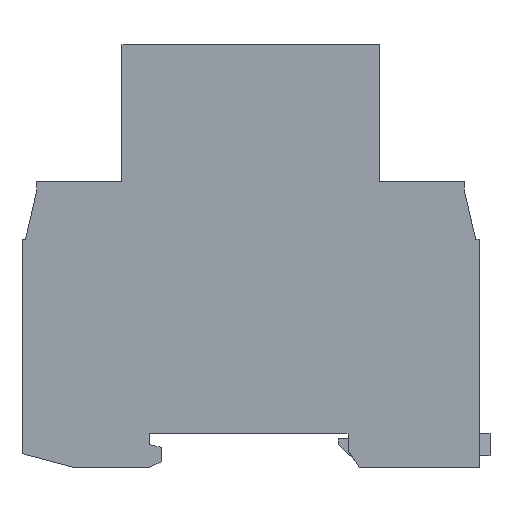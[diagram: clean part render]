
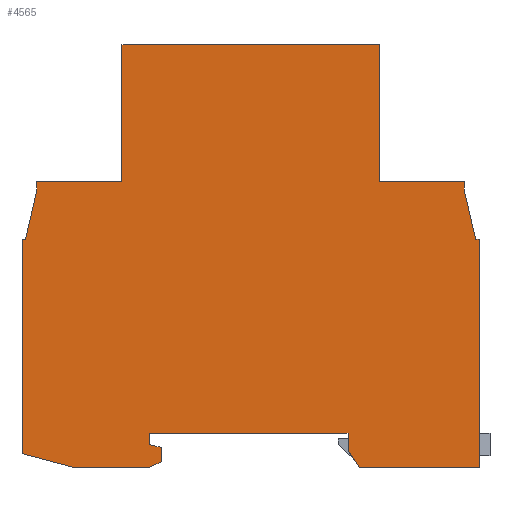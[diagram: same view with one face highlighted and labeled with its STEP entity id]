
A CAD part, left-side view. The second image highlights one B-rep face of the part: STEP entity #4565.
In plain terms, the highlighted planar face has unit normal (-1, 0, 0).
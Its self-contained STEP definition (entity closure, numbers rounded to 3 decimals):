
#4533=AXIS2_PLACEMENT_3D('Plane Axis2P3D',#4530,#4531,#4532) ;
#49=CARTESIAN_POINT('Vertex',(0.,64.4,74.)) ;
#52=CARTESIAN_POINT('Line Origine',(0.,41.9,74.)) ;
#56=CARTESIAN_POINT('Vertex',(0.,19.4,74.)) ;
#3502=CARTESIAN_POINT('Vertex',(0.,24.85,6.)) ;
#3506=CARTESIAN_POINT('Control Point',(0.,59.55,6.)) ;
#3507=CARTESIAN_POINT('Control Point',(0.,24.85,6.)) ;
#3508=CARTESIAN_POINT('Vertex',(0.,59.55,6.)) ;
#3538=CARTESIAN_POINT('Line Origine',(0.,59.55,5.)) ;
#3542=CARTESIAN_POINT('Vertex',(0.,59.55,4.)) ;
#3570=CARTESIAN_POINT('Line Origine',(0.,58.55,3.75)) ;
#3574=CARTESIAN_POINT('Vertex',(0.,57.55,3.5)) ;
#3608=CARTESIAN_POINT('Vertex',(0.,57.55,1.)) ;
#3616=CARTESIAN_POINT('Line Origine',(0.,57.55,2.25)) ;
#3634=CARTESIAN_POINT('Line Origine',(0.,58.55,0.5)) ;
#3638=CARTESIAN_POINT('Vertex',(0.,59.55,0.)) ;
#3666=CARTESIAN_POINT('Line Origine',(0.,66.225,0.)) ;
#3670=CARTESIAN_POINT('Vertex',(0.,72.9,0.)) ;
#3698=CARTESIAN_POINT('Line Origine',(0.,77.4,1.205)) ;
#3702=CARTESIAN_POINT('Vertex',(0.,81.9,2.41)) ;
#3730=CARTESIAN_POINT('Line Origine',(0.,81.9,21.155)) ;
#3734=CARTESIAN_POINT('Vertex',(0.,81.9,39.9)) ;
#3780=CARTESIAN_POINT('Line Origine',(0.,81.6,39.9)) ;
#3784=CARTESIAN_POINT('Vertex',(0.,81.3,39.9)) ;
#3818=CARTESIAN_POINT('Vertex',(0.,79.3,48.54)) ;
#3826=CARTESIAN_POINT('Line Origine',(0.,80.3,44.22)) ;
#3844=CARTESIAN_POINT('Line Origine',(0.,79.3,49.27)) ;
#3848=CARTESIAN_POINT('Vertex',(0.,79.3,50.)) ;
#3883=CARTESIAN_POINT('Line Origine',(0.,71.85,50.)) ;
#3887=CARTESIAN_POINT('Vertex',(0.,64.4,50.)) ;
#3926=CARTESIAN_POINT('Vertex',(0.,4.5,50.)) ;
#3929=CARTESIAN_POINT('Line Origine',(0.,4.5,49.27)) ;
#3933=CARTESIAN_POINT('Vertex',(0.,4.5,48.54)) ;
#3961=CARTESIAN_POINT('Line Origine',(0.,3.5,44.22)) ;
#3965=CARTESIAN_POINT('Vertex',(0.,2.5,39.9)) ;
#3988=CARTESIAN_POINT('Line Origine',(0.,2.2,39.9)) ;
#3992=CARTESIAN_POINT('Vertex',(0.,1.9,39.9)) ;
#4025=CARTESIAN_POINT('Line Origine',(0.,1.9,19.95)) ;
#4029=CARTESIAN_POINT('Vertex',(0.,1.9,0.)) ;
#4071=CARTESIAN_POINT('Line Origine',(0.,12.375,0.)) ;
#4075=CARTESIAN_POINT('Vertex',(0.,22.85,0.)) ;
#4093=CARTESIAN_POINT('Line Origine',(0.,23.85,1.5)) ;
#4097=CARTESIAN_POINT('Vertex',(0.,24.85,3.)) ;
#4115=CARTESIAN_POINT('Line Origine',(0.,24.85,4.5)) ;
#4134=CARTESIAN_POINT('Vertex',(0.,19.4,50.)) ;
#4137=CARTESIAN_POINT('Line Origine',(0.,11.95,50.)) ;
#4517=CARTESIAN_POINT('Line Origine',(0.,64.4,62.)) ;
#4530=CARTESIAN_POINT('Axis2P3D Location',(0.,81.9,74.)) ;
#4535=CARTESIAN_POINT('Line Origine',(0.,19.4,62.)) ;
#53=DIRECTION('Vector Direction',(0.,1.,0.)) ;
#3539=DIRECTION('Vector Direction',(0.,0.,1.)) ;
#3571=DIRECTION('Vector Direction',(0.,-0.97,-0.243)) ;
#3617=DIRECTION('Vector Direction',(0.,0.,1.)) ;
#3635=DIRECTION('Vector Direction',(0.,0.894,-0.447)) ;
#3667=DIRECTION('Vector Direction',(0.,-1.,0.)) ;
#3699=DIRECTION('Vector Direction',(0.,0.966,0.259)) ;
#3731=DIRECTION('Vector Direction',(0.,0.,-1.)) ;
#3781=DIRECTION('Vector Direction',(0.,-1.,0.)) ;
#3827=DIRECTION('Vector Direction',(0.,0.226,-0.974)) ;
#3845=DIRECTION('Vector Direction',(0.,0.,1.)) ;
#3884=DIRECTION('Vector Direction',(0.,-1.,0.)) ;
#3930=DIRECTION('Vector Direction',(0.,0.,-1.)) ;
#3962=DIRECTION('Vector Direction',(0.,-0.226,-0.974)) ;
#3989=DIRECTION('Vector Direction',(0.,-1.,0.)) ;
#4026=DIRECTION('Vector Direction',(0.,0.,-1.)) ;
#4072=DIRECTION('Vector Direction',(0.,1.,0.)) ;
#4094=DIRECTION('Vector Direction',(0.,-0.555,-0.832)) ;
#4116=DIRECTION('Vector Direction',(0.,0.,1.)) ;
#4138=DIRECTION('Vector Direction',(0.,1.,0.)) ;
#4518=DIRECTION('Vector Direction',(0.,0.,1.)) ;
#4531=DIRECTION('Axis2P3D Direction',(-1.,0.,0.)) ;
#4532=DIRECTION('Axis2P3D XDirection',(0.,1.,0.)) ;
#4536=DIRECTION('Vector Direction',(0.,0.,-1.)) ;
#54=VECTOR('Line Direction',#53,1.) ;
#3540=VECTOR('Line Direction',#3539,1.) ;
#3572=VECTOR('Line Direction',#3571,1.) ;
#3618=VECTOR('Line Direction',#3617,1.) ;
#3636=VECTOR('Line Direction',#3635,1.) ;
#3668=VECTOR('Line Direction',#3667,1.) ;
#3700=VECTOR('Line Direction',#3699,1.) ;
#3732=VECTOR('Line Direction',#3731,1.) ;
#3782=VECTOR('Line Direction',#3781,1.) ;
#3828=VECTOR('Line Direction',#3827,1.) ;
#3846=VECTOR('Line Direction',#3845,1.) ;
#3885=VECTOR('Line Direction',#3884,1.) ;
#3931=VECTOR('Line Direction',#3930,1.) ;
#3963=VECTOR('Line Direction',#3962,1.) ;
#3990=VECTOR('Line Direction',#3989,1.) ;
#4027=VECTOR('Line Direction',#4026,1.) ;
#4073=VECTOR('Line Direction',#4072,1.) ;
#4095=VECTOR('Line Direction',#4094,1.) ;
#4117=VECTOR('Line Direction',#4116,1.) ;
#4139=VECTOR('Line Direction',#4138,1.) ;
#4519=VECTOR('Line Direction',#4518,1.) ;
#4537=VECTOR('Line Direction',#4536,1.) ;
#4541=ORIENTED_EDGE('',*,*,#4119,.F.) ;
#4542=ORIENTED_EDGE('',*,*,#4099,.T.) ;
#4543=ORIENTED_EDGE('',*,*,#4077,.F.) ;
#4544=ORIENTED_EDGE('',*,*,#4031,.F.) ;
#4545=ORIENTED_EDGE('',*,*,#3994,.F.) ;
#4546=ORIENTED_EDGE('',*,*,#3967,.F.) ;
#4547=ORIENTED_EDGE('',*,*,#3935,.F.) ;
#4548=ORIENTED_EDGE('',*,*,#4141,.T.) ;
#4549=ORIENTED_EDGE('',*,*,#4539,.F.) ;
#4550=ORIENTED_EDGE('',*,*,#58,.T.) ;
#4551=ORIENTED_EDGE('',*,*,#4521,.F.) ;
#4552=ORIENTED_EDGE('',*,*,#3889,.T.) ;
#4553=ORIENTED_EDGE('',*,*,#3850,.F.) ;
#4554=ORIENTED_EDGE('',*,*,#3830,.T.) ;
#4555=ORIENTED_EDGE('',*,*,#3786,.F.) ;
#4556=ORIENTED_EDGE('',*,*,#3736,.T.) ;
#4557=ORIENTED_EDGE('',*,*,#3704,.F.) ;
#4558=ORIENTED_EDGE('',*,*,#3672,.T.) ;
#4559=ORIENTED_EDGE('',*,*,#3640,.F.) ;
#4560=ORIENTED_EDGE('',*,*,#3620,.T.) ;
#4561=ORIENTED_EDGE('',*,*,#3576,.F.) ;
#4562=ORIENTED_EDGE('',*,*,#3544,.T.) ;
#4563=ORIENTED_EDGE('',*,*,#3510,.F.) ;
#4565=ADVANCED_FACE('TIMER',(#4564),#4534,.T.) ;
#3505=B_SPLINE_CURVE_WITH_KNOTS('',1,(#3506,#3507),.UNSPECIFIED.,.F.,.U.,(2,2),(0.,34.7),.UNSPECIFIED.) ;
#58=EDGE_CURVE('',#57,#50,#55,.T.) ;
#3510=EDGE_CURVE('',#3503,#3509,#3505,.F.) ;
#3544=EDGE_CURVE('',#3543,#3509,#3541,.T.) ;
#3576=EDGE_CURVE('',#3543,#3575,#3573,.T.) ;
#3620=EDGE_CURVE('',#3609,#3575,#3619,.T.) ;
#3640=EDGE_CURVE('',#3609,#3639,#3637,.T.) ;
#3672=EDGE_CURVE('',#3671,#3639,#3669,.T.) ;
#3704=EDGE_CURVE('',#3671,#3703,#3701,.T.) ;
#3736=EDGE_CURVE('',#3735,#3703,#3733,.T.) ;
#3786=EDGE_CURVE('',#3735,#3785,#3783,.T.) ;
#3830=EDGE_CURVE('',#3819,#3785,#3829,.T.) ;
#3850=EDGE_CURVE('',#3819,#3849,#3847,.T.) ;
#3889=EDGE_CURVE('',#3888,#3849,#3886,.F.) ;
#3935=EDGE_CURVE('',#3927,#3934,#3932,.T.) ;
#3967=EDGE_CURVE('',#3934,#3966,#3964,.T.) ;
#3994=EDGE_CURVE('',#3966,#3993,#3991,.T.) ;
#4031=EDGE_CURVE('',#3993,#4030,#4028,.T.) ;
#4077=EDGE_CURVE('',#4030,#4076,#4074,.T.) ;
#4099=EDGE_CURVE('',#4098,#4076,#4096,.T.) ;
#4119=EDGE_CURVE('',#4098,#3503,#4118,.T.) ;
#4141=EDGE_CURVE('',#3927,#4135,#4140,.T.) ;
#4521=EDGE_CURVE('',#3888,#50,#4520,.T.) ;
#4539=EDGE_CURVE('',#57,#4135,#4538,.T.) ;
#4540=EDGE_LOOP('',(#4541,#4542,#4543,#4544,#4545,#4546,#4547,#4548,#4549,#4550,#4551,#4552,#4553,#4554,#4555,#4556,#4557,#4558,#4559,#4560,#4561,#4562,#4563)) ;
#4564=FACE_OUTER_BOUND('',#4540,.T.) ;
#55=LINE('Line',#52,#54) ;
#3541=LINE('Line',#3538,#3540) ;
#3573=LINE('Line',#3570,#3572) ;
#3619=LINE('Line',#3616,#3618) ;
#3637=LINE('Line',#3634,#3636) ;
#3669=LINE('Line',#3666,#3668) ;
#3701=LINE('Line',#3698,#3700) ;
#3733=LINE('Line',#3730,#3732) ;
#3783=LINE('Line',#3780,#3782) ;
#3829=LINE('Line',#3826,#3828) ;
#3847=LINE('Line',#3844,#3846) ;
#3886=LINE('Line',#3883,#3885) ;
#3932=LINE('Line',#3929,#3931) ;
#3964=LINE('Line',#3961,#3963) ;
#3991=LINE('Line',#3988,#3990) ;
#4028=LINE('Line',#4025,#4027) ;
#4074=LINE('Line',#4071,#4073) ;
#4096=LINE('Line',#4093,#4095) ;
#4118=LINE('Line',#4115,#4117) ;
#4140=LINE('Line',#4137,#4139) ;
#4520=LINE('Line',#4517,#4519) ;
#4538=LINE('Line',#4535,#4537) ;
#4534=PLANE('',#4533) ;
#50=VERTEX_POINT('',#49) ;
#57=VERTEX_POINT('',#56) ;
#3503=VERTEX_POINT('',#3502) ;
#3509=VERTEX_POINT('',#3508) ;
#3543=VERTEX_POINT('',#3542) ;
#3575=VERTEX_POINT('',#3574) ;
#3609=VERTEX_POINT('',#3608) ;
#3639=VERTEX_POINT('',#3638) ;
#3671=VERTEX_POINT('',#3670) ;
#3703=VERTEX_POINT('',#3702) ;
#3735=VERTEX_POINT('',#3734) ;
#3785=VERTEX_POINT('',#3784) ;
#3819=VERTEX_POINT('',#3818) ;
#3849=VERTEX_POINT('',#3848) ;
#3888=VERTEX_POINT('',#3887) ;
#3927=VERTEX_POINT('',#3926) ;
#3934=VERTEX_POINT('',#3933) ;
#3966=VERTEX_POINT('',#3965) ;
#3993=VERTEX_POINT('',#3992) ;
#4030=VERTEX_POINT('',#4029) ;
#4076=VERTEX_POINT('',#4075) ;
#4098=VERTEX_POINT('',#4097) ;
#4135=VERTEX_POINT('',#4134) ;
